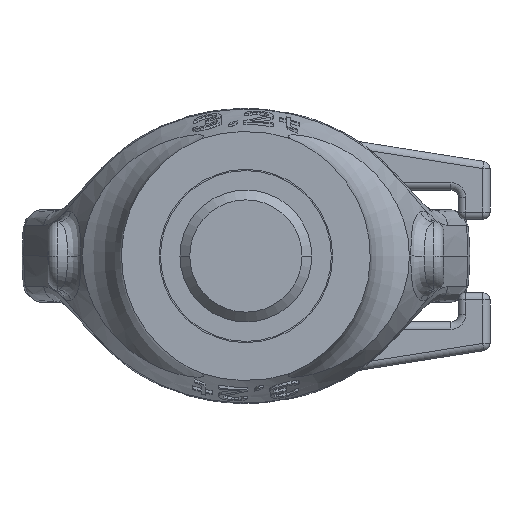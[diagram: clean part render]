
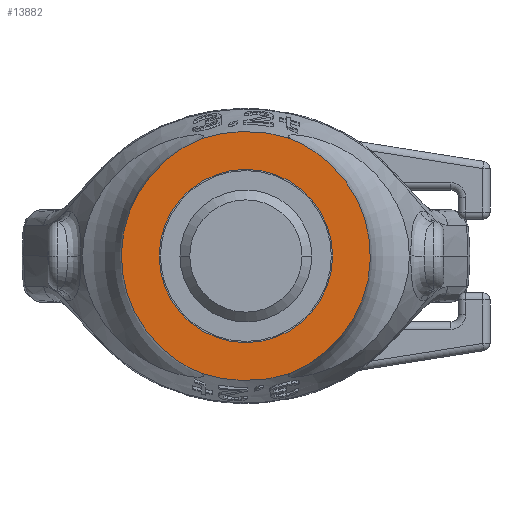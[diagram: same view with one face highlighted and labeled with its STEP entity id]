
A CAD part, front view. The second image highlights one B-rep face of the part: STEP entity #13882.
In plain terms, the highlighted planar face has unit normal (0, -1, 0).
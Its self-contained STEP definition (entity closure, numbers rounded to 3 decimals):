
#3368=CARTESIAN_POINT('',(9.174,0.,-24.039));
#3369=CARTESIAN_POINT('',(8.78,0.,-24.169));
#3370=CARTESIAN_POINT('',(7.527,0.,-24.55));
#3371=CARTESIAN_POINT('',(5.374,0.,-25.05));
#3372=CARTESIAN_POINT('',(2.7,0.,-25.418));
#3373=CARTESIAN_POINT('',(0.,0.,-25.541));
#3374=CARTESIAN_POINT('',(-2.7,0.,-25.418));
#3375=CARTESIAN_POINT('',(-5.374,0.,-25.05));
#3376=CARTESIAN_POINT('',(-7.527,0.,-24.55));
#3377=CARTESIAN_POINT('',(-8.78,0.,-24.169));
#3378=CARTESIAN_POINT('',(-9.174,0.,-24.039));
#3380=CARTESIAN_POINT('',(9.174,0.,24.039));
#3381=CARTESIAN_POINT('',(8.78,0.,24.169));
#3382=CARTESIAN_POINT('',(7.527,0.,24.55));
#3383=CARTESIAN_POINT('',(5.374,0.,25.05));
#3384=CARTESIAN_POINT('',(2.7,0.,25.418));
#3385=CARTESIAN_POINT('',(0.,0.,25.541));
#3386=CARTESIAN_POINT('',(-2.7,0.,25.418));
#3387=CARTESIAN_POINT('',(-5.374,0.,25.05));
#3388=CARTESIAN_POINT('',(-7.527,0.,24.55));
#3389=CARTESIAN_POINT('',(-8.78,0.,24.169));
#3390=CARTESIAN_POINT('',(-9.174,0.,24.039));
#3392=CARTESIAN_POINT('',(0.,0.,0.));
#3393=DIRECTION('',(0.,-1.,0.));
#3394=DIRECTION('',(1.,0.,0.));
#3395=AXIS2_PLACEMENT_3D('',#3392,#3393,#3394);
#3397=CARTESIAN_POINT('',(0.,0.,0.));
#3398=DIRECTION('',(0.,-1.,0.));
#3399=DIRECTION('',(-1.,0.,0.));
#3400=AXIS2_PLACEMENT_3D('',#3397,#3398,#3399);
#3402=CARTESIAN_POINT('',(9.174,0.,-24.039));
#3403=CARTESIAN_POINT('',(10.107,0.,-23.655));
#3404=CARTESIAN_POINT('',(11.913,0.,-22.789));
#3405=CARTESIAN_POINT('',(14.457,0.,-21.201));
#3406=CARTESIAN_POINT('',(16.792,0.,-19.351));
#3407=CARTESIAN_POINT('',(18.893,0.,-17.264));
#3408=CARTESIAN_POINT('',(20.737,0.,-14.969));
#3409=CARTESIAN_POINT('',(22.303,0.,-12.494));
#3410=CARTESIAN_POINT('',(23.574,0.,-9.872));
#3411=CARTESIAN_POINT('',(24.539,0.,-7.134));
#3412=CARTESIAN_POINT('',(25.188,0.,-4.314));
#3413=CARTESIAN_POINT('',(25.514,0.,-1.444));
#3414=CARTESIAN_POINT('',(25.514,0.,1.444));
#3415=CARTESIAN_POINT('',(25.188,0.,4.314));
#3416=CARTESIAN_POINT('',(24.539,0.,7.134));
#3417=CARTESIAN_POINT('',(23.574,0.,9.872));
#3418=CARTESIAN_POINT('',(22.303,0.,12.494));
#3419=CARTESIAN_POINT('',(20.737,0.,14.969));
#3420=CARTESIAN_POINT('',(18.893,0.,17.264));
#3421=CARTESIAN_POINT('',(16.792,0.,19.351));
#3422=CARTESIAN_POINT('',(14.457,0.,21.201));
#3423=CARTESIAN_POINT('',(11.913,0.,22.789));
#3424=CARTESIAN_POINT('',(10.107,0.,23.655));
#3425=CARTESIAN_POINT('',(9.174,0.,24.039));
#3427=CARTESIAN_POINT('',(-9.174,0.,24.039));
#3428=CARTESIAN_POINT('',(-10.107,0.,23.655));
#3429=CARTESIAN_POINT('',(-11.913,0.,22.789));
#3430=CARTESIAN_POINT('',(-14.457,0.,21.201));
#3431=CARTESIAN_POINT('',(-16.792,0.,19.351));
#3432=CARTESIAN_POINT('',(-18.893,0.,17.264));
#3433=CARTESIAN_POINT('',(-20.737,0.,14.969));
#3434=CARTESIAN_POINT('',(-22.303,0.,12.494));
#3435=CARTESIAN_POINT('',(-23.574,0.,9.872));
#3436=CARTESIAN_POINT('',(-24.539,0.,7.134));
#3437=CARTESIAN_POINT('',(-25.188,0.,4.314));
#3438=CARTESIAN_POINT('',(-25.514,0.,1.444));
#3439=CARTESIAN_POINT('',(-25.514,0.,-1.444));
#3440=CARTESIAN_POINT('',(-25.188,0.,-4.314));
#3441=CARTESIAN_POINT('',(-24.539,0.,-7.134));
#3442=CARTESIAN_POINT('',(-23.574,0.,-9.872));
#3443=CARTESIAN_POINT('',(-22.303,0.,-12.494));
#3444=CARTESIAN_POINT('',(-20.737,0.,-14.969));
#3445=CARTESIAN_POINT('',(-18.893,0.,-17.264));
#3446=CARTESIAN_POINT('',(-16.792,0.,-19.351));
#3447=CARTESIAN_POINT('',(-14.457,0.,-21.201));
#3448=CARTESIAN_POINT('',(-11.913,0.,-22.789));
#3449=CARTESIAN_POINT('',(-10.107,0.,-23.655));
#3450=CARTESIAN_POINT('',(-9.174,0.,-24.039));
#8084=CARTESIAN_POINT('',(17.75,0.,0.));
#8085=CARTESIAN_POINT('',(-17.75,0.,0.));
#8086=VERTEX_POINT('',#8084);
#8087=VERTEX_POINT('',#8085);
#8910=VERTEX_POINT('',#3380);
#8911=VERTEX_POINT('',#3390);
#8912=VERTEX_POINT('',#3368);
#8913=VERTEX_POINT('',#3378);
#13864=CARTESIAN_POINT('',(-27.735,0.,0.));
#13865=DIRECTION('',(0.,-1.,0.));
#13866=DIRECTION('',(1.,0.,0.));
#13867=AXIS2_PLACEMENT_3D('',#13864,#13865,#13866);
#13868=PLANE('',#13867);
#13870=ORIENTED_EDGE('',*,*,#13869,.F.);
#13871=ORIENTED_EDGE('',*,*,#10018,.T.);
#13873=ORIENTED_EDGE('',*,*,#13872,.F.);
#13874=ORIENTED_EDGE('',*,*,#11014,.F.);
#13875=EDGE_LOOP('',(#13870,#13871,#13873,#13874));
#13876=FACE_OUTER_BOUND('',#13875,.F.);
#13878=ORIENTED_EDGE('',*,*,#13877,.T.);
#13879=ORIENTED_EDGE('',*,*,#13854,.T.);
#13880=EDGE_LOOP('',(#13878,#13879));
#13881=FACE_BOUND('',#13880,.F.);
#13882=ADVANCED_FACE('',(#13876,#13881),#13868,.T.);
#3379=B_SPLINE_CURVE_WITH_KNOTS('',3,(#3368,#3369,#3370,#3371,#3372,#3373,#3374,
#3375,#3376,#3377,#3378),.UNSPECIFIED.,.F.,.F.,(4,1,1,1,1,1,1,1,4),(0.,
0.067,0.211,0.356,0.5,0.644,
0.789,0.933,1.),.UNSPECIFIED.);
#3391=B_SPLINE_CURVE_WITH_KNOTS('',3,(#3380,#3381,#3382,#3383,#3384,#3385,#3386,
#3387,#3388,#3389,#3390),.UNSPECIFIED.,.F.,.F.,(4,1,1,1,1,1,1,1,4),(0.,
0.067,0.211,0.356,0.5,0.644,
0.789,0.933,1.),.UNSPECIFIED.);
#3396=CIRCLE('',#3395,17.75);
#3401=CIRCLE('',#3400,17.75);
#3426=B_SPLINE_CURVE_WITH_KNOTS('',3,(#3402,#3403,#3404,#3405,#3406,#3407,#3408,
#3409,#3410,#3411,#3412,#3413,#3414,#3415,#3416,#3417,#3418,#3419,#3420,#3421,
#3422,#3423,#3424,#3425),.UNSPECIFIED.,.F.,.F.,(4,1,1,1,1,1,1,1,1,1,1,1,1,1,1,1,
1,1,1,1,1,4),(0.,0.048,0.095,0.143,
0.19,0.238,0.286,0.333,
0.381,0.429,0.476,0.524,
0.571,0.619,0.667,0.714,
0.762,0.81,0.857,0.905,
0.952,1.),.UNSPECIFIED.);
#3451=B_SPLINE_CURVE_WITH_KNOTS('',3,(#3427,#3428,#3429,#3430,#3431,#3432,#3433,
#3434,#3435,#3436,#3437,#3438,#3439,#3440,#3441,#3442,#3443,#3444,#3445,#3446,
#3447,#3448,#3449,#3450),.UNSPECIFIED.,.F.,.F.,(4,1,1,1,1,1,1,1,1,1,1,1,1,1,1,1,
1,1,1,1,1,4),(0.,0.048,0.095,0.143,
0.19,0.238,0.286,0.333,
0.381,0.429,0.476,0.524,
0.571,0.619,0.667,0.714,
0.762,0.81,0.857,0.905,
0.952,1.),.UNSPECIFIED.);
#10018=EDGE_CURVE('',#8912,#8913,#3379,.T.);
#11014=EDGE_CURVE('',#8910,#8911,#3391,.T.);
#13854=EDGE_CURVE('',#8087,#8086,#3401,.T.);
#13869=EDGE_CURVE('',#8912,#8910,#3426,.T.);
#13872=EDGE_CURVE('',#8911,#8913,#3451,.T.);
#13877=EDGE_CURVE('',#8086,#8087,#3396,.T.);
